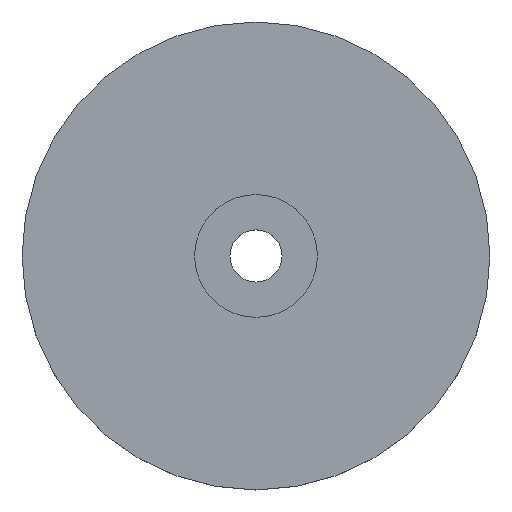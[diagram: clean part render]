
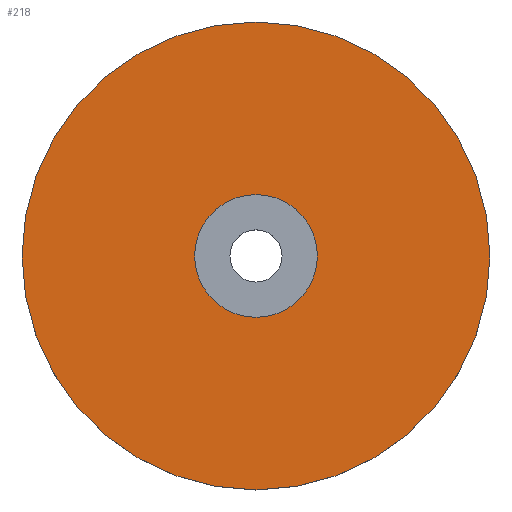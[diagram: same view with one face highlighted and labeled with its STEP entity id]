
A CAD part, top view. The second image highlights one B-rep face of the part: STEP entity #218.
In plain terms, the highlighted planar face has unit normal (0, 0, 1).
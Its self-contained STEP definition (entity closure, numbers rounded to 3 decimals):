
#25 = CARTESIAN_POINT ( 'NONE',  ( 0., 23.52, 7.8 ) ) ;
#31 = FACE_BOUND ( 'NONE', #273, .T. ) ;
#33 = EDGE_CURVE ( 'NONE', #84, #84, #90, .T. ) ;
#43 = DIRECTION ( 'NONE',  ( 0., 0., 1. ) ) ;
#45 = DIRECTION ( 'NONE',  ( 1., 0., 0. ) ) ;
#68 = EDGE_LOOP ( 'NONE', ( #119 ) ) ;
#76 = FACE_OUTER_BOUND ( 'NONE', #68, .T. ) ;
#84 = VERTEX_POINT ( 'NONE', #238 ) ;
#90 = CIRCLE ( 'NONE', #120, 76.2 ) ;
#99 = CARTESIAN_POINT ( 'NONE',  ( 0., 0., 7.8 ) ) ;
#119 = ORIENTED_EDGE ( 'NONE', *, *, #33, .T. ) ;
#120 = AXIS2_PLACEMENT_3D ( 'NONE', #168, #43, #45 ) ;
#168 = CARTESIAN_POINT ( 'NONE',  ( 0., 0., 7.8 ) ) ;
#176 = DIRECTION ( 'NONE',  ( -1., 0., 0. ) ) ;
#182 = AXIS2_PLACEMENT_3D ( 'NONE', #99, #210, #314 ) ;
#184 = VERTEX_POINT ( 'NONE', #241 ) ;
#210 = DIRECTION ( 'NONE',  ( 0., 0., 1. ) ) ;
#213 = ORIENTED_EDGE ( 'NONE', *, *, #281, .F. ) ;
#218 = ADVANCED_FACE ( 'NONE', ( #31, #76 ), #236, .F. ) ;
#222 = AXIS2_PLACEMENT_3D ( 'NONE', #25, #255, #176 ) ;
#236 = PLANE ( 'NONE',  #222 ) ;
#238 = CARTESIAN_POINT ( 'NONE',  ( 76.2, 0., 7.8 ) ) ;
#241 = CARTESIAN_POINT ( 'NONE',  ( 20., 0., 7.8 ) ) ;
#255 = DIRECTION ( 'NONE',  ( 0., 0., -1. ) ) ;
#273 = EDGE_LOOP ( 'NONE', ( #213 ) ) ;
#281 = EDGE_CURVE ( 'NONE', #184, #184, #292, .T. ) ;
#292 = CIRCLE ( 'NONE', #182, 20. ) ;
#314 = DIRECTION ( 'NONE',  ( 1., 0., 0. ) ) ;
